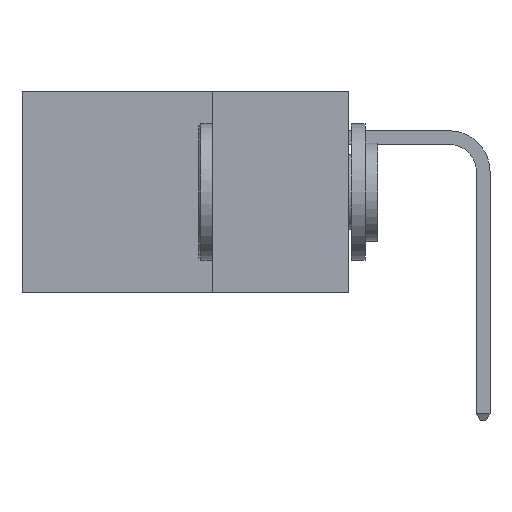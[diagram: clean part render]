
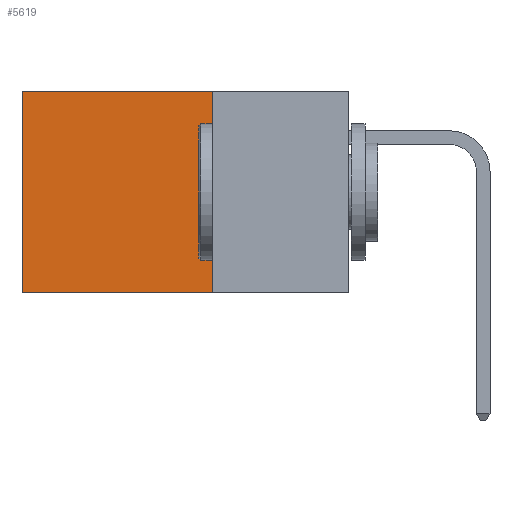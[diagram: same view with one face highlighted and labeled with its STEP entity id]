
A CAD part, left-side view. The second image highlights one B-rep face of the part: STEP entity #5619.
In plain terms, the highlighted planar face has unit normal (-1, 0, 0).
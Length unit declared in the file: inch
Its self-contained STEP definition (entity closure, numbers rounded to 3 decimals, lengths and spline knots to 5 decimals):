
#482 = CARTESIAN_POINT ( 'NONE',  ( 0.2875, 0.6, 0. ) ) ;
#550 = VERTEX_POINT ( 'NONE', #5623 ) ;
#620 = DIRECTION ( 'NONE',  ( 0., 0., -1. ) ) ;
#2127 = EDGE_CURVE ( 'NONE', #5493, #6922, #3016, .T. ) ;
#2285 = CARTESIAN_POINT ( 'NONE',  ( 0.2875, 0.25, -0.37 ) ) ;
#3016 = LINE ( 'NONE', #10443, #3281 ) ;
#3122 = EDGE_CURVE ( 'NONE', #6922, #9788, #6121, .T. ) ;
#3217 = LINE ( 'NONE', #482, #9441 ) ;
#3281 = VECTOR ( 'NONE', #10462, 39.37008 ) ;
#3902 = VECTOR ( 'NONE', #5374, 39.37008 ) ;
#3991 = ORIENTED_EDGE ( 'NONE', *, *, #4758, .T. ) ;
#4177 = ORIENTED_EDGE ( 'NONE', *, *, #3122, .F. ) ;
#4758 = EDGE_CURVE ( 'NONE', #550, #9788, #3217, .T. ) ;
#5178 = EDGE_CURVE ( 'NONE', #5493, #550, #9673, .T. ) ;
#5186 = ORIENTED_EDGE ( 'NONE', *, *, #2127, .F. ) ;
#5217 = ORIENTED_EDGE ( 'NONE', *, *, #5178, .T. ) ;
#5263 = DIRECTION ( 'NONE',  ( 0., 0., -1. ) ) ;
#5268 = DIRECTION ( 'NONE',  ( 1., 0., 0. ) ) ;
#5289 = PLANE ( 'NONE',  #9645 ) ;
#5331 = CARTESIAN_POINT ( 'NONE',  ( 0.2875, 0.25, 0. ) ) ;
#5374 = DIRECTION ( 'NONE',  ( 0., 1., 0. ) ) ;
#5378 = CARTESIAN_POINT ( 'NONE',  ( 0.2875, 0.25, -0.37 ) ) ;
#5416 = VECTOR ( 'NONE', #9614, 39.37008 ) ;
#5493 = VERTEX_POINT ( 'NONE', #6755 ) ;
#5619 = ADVANCED_FACE ( 'NONE', ( #8091 ), #5289, .F. ) ;
#5623 = CARTESIAN_POINT ( 'NONE',  ( 0.2875, 0.6, 0. ) ) ;
#6121 = LINE ( 'NONE', #5378, #3902 ) ;
#6755 = CARTESIAN_POINT ( 'NONE',  ( 0.2875, 0.25, 0. ) ) ;
#6922 = VERTEX_POINT ( 'NONE', #2285 ) ;
#6977 = CARTESIAN_POINT ( 'NONE',  ( 0.2875, 0.6, -0.37 ) ) ;
#8091 = FACE_OUTER_BOUND ( 'NONE', #9626, .T. ) ;
#9441 = VECTOR ( 'NONE', #620, 39.37008 ) ;
#9614 = DIRECTION ( 'NONE',  ( 0., 1., 0. ) ) ;
#9626 = EDGE_LOOP ( 'NONE', ( #3991, #4177, #5186, #5217 ) ) ;
#9629 = CARTESIAN_POINT ( 'NONE',  ( 0.2875, 0.25, 0. ) ) ;
#9645 = AXIS2_PLACEMENT_3D ( 'NONE', #5331, #5268, #5263 ) ;
#9673 = LINE ( 'NONE', #9629, #5416 ) ;
#9788 = VERTEX_POINT ( 'NONE', #6977 ) ;
#10443 = CARTESIAN_POINT ( 'NONE',  ( 0.2875, 0.25, 0. ) ) ;
#10462 = DIRECTION ( 'NONE',  ( 0., 0., -1. ) ) ;
